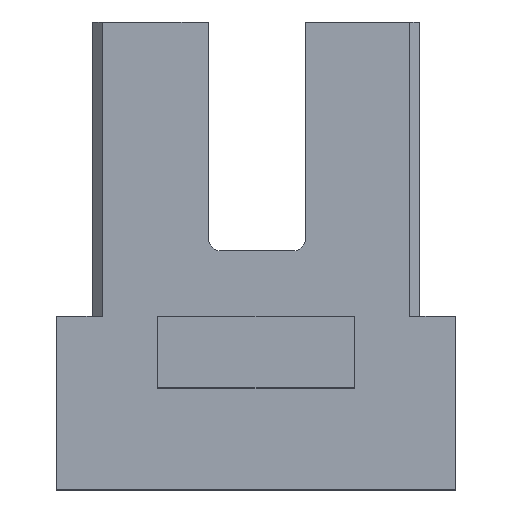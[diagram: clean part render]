
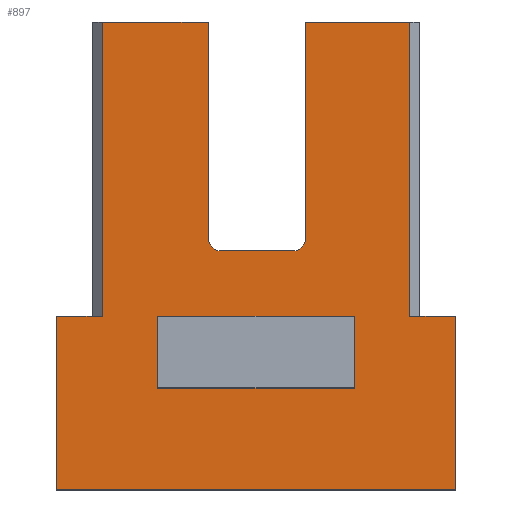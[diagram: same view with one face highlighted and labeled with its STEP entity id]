
A CAD part, top view. The second image highlights one B-rep face of the part: STEP entity #897.
In plain terms, the highlighted planar face has unit normal (0, 0, 1).
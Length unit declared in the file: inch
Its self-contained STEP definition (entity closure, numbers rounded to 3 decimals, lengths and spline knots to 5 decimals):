
#4 = VERTEX_POINT ( 'NONE', #1471 ) ;
#20 = EDGE_CURVE ( 'NONE', #1372, #789, #530, .T. ) ;
#23 = ORIENTED_EDGE ( 'NONE', *, *, #1932, .F. ) ;
#27 = EDGE_LOOP ( 'NONE', ( #1865, #1441, #491, #893 ) ) ;
#41 = CARTESIAN_POINT ( 'NONE',  ( -0.305, 0.165, 0.125 ) ) ;
#57 = VECTOR ( 'NONE', #397, 39.37008 ) ;
#61 = LINE ( 'NONE', #2083, #813 ) ;
#77 = EDGE_LOOP ( 'NONE', ( #1421, #1943, #1361, #1141, #1983, #2060, #1492, #306, #23, #2227, #2074, #953, #268, #903 ) ) ;
#86 = CARTESIAN_POINT ( 'NONE',  ( 0.056, 0.285, 0.125 ) ) ;
#87 = CARTESIAN_POINT ( 'NONE',  ( 0.076, 0.285, 0.125 ) ) ;
#109 = LINE ( 'NONE', #2139, #1311 ) ;
#114 = CARTESIAN_POINT ( 'NONE',  ( -0.305, 0.165, 0.125 ) ) ;
#116 = CARTESIAN_POINT ( 'NONE',  ( -0.235, 0.165, 0.125 ) ) ;
#123 = LINE ( 'NONE', #2152, #767 ) ;
#126 = VERTEX_POINT ( 'NONE', #87 ) ;
#157 = LINE ( 'NONE', #2183, #1005 ) ;
#184 = CARTESIAN_POINT ( 'NONE',  ( -0.235, 0.165, 0.125 ) ) ;
#194 = VERTEX_POINT ( 'NONE', #1723 ) ;
#251 = VERTEX_POINT ( 'NONE', #1966 ) ;
#268 = ORIENTED_EDGE ( 'NONE', *, *, #463, .F. ) ;
#306 = ORIENTED_EDGE ( 'NONE', *, *, #692, .T. ) ;
#311 = CARTESIAN_POINT ( 'NONE',  ( -0.073, 0.615, 0.125 ) ) ;
#315 = EDGE_CURVE ( 'NONE', #1499, #194, #61, .T. ) ;
#318 = VECTOR ( 'NONE', #1607, 39.37008 ) ;
#345 = LINE ( 'NONE', #114, #1643 ) ;
#358 = CIRCLE ( 'NONE', #1164, 0.02 ) ;
#397 = DIRECTION ( 'NONE',  ( 1., 0., 0. ) ) ;
#398 = DIRECTION ( 'NONE',  ( 1., 0., 0. ) ) ;
#437 = CARTESIAN_POINT ( 'NONE',  ( -0.15, 0.165, 0.125 ) ) ;
#441 = VERTEX_POINT ( 'NONE', #41 ) ;
#452 = VECTOR ( 'NONE', #667, 39.37008 ) ;
#463 = EDGE_CURVE ( 'NONE', #477, #1780, #1129, .T. ) ;
#470 = VECTOR ( 'NONE', #1147, 39.37008 ) ;
#477 = VERTEX_POINT ( 'NONE', #839 ) ;
#484 = EDGE_CURVE ( 'NONE', #441, #920, #1078, .T. ) ;
#490 = EDGE_CURVE ( 'NONE', #1499, #1815, #157, .T. ) ;
#491 = ORIENTED_EDGE ( 'NONE', *, *, #1588, .F. ) ;
#530 = LINE ( 'NONE', #1873, #1340 ) ;
#543 = LINE ( 'NONE', #616, #720 ) ;
#558 = VERTEX_POINT ( 'NONE', #2247 ) ;
#597 = DIRECTION ( 'NONE',  ( -1., 0., 0. ) ) ;
#615 = CARTESIAN_POINT ( 'NONE',  ( -0.275, 0.165, 0.125 ) ) ;
#616 = CARTESIAN_POINT ( 'NONE',  ( -0.25, 0.615, 0.125 ) ) ;
#621 = DIRECTION ( 'NONE',  ( -1., 0., 0. ) ) ;
#637 = LINE ( 'NONE', #184, #826 ) ;
#659 = VECTOR ( 'NONE', #1079, 39.37008 ) ;
#664 = VERTEX_POINT ( 'NONE', #1341 ) ;
#667 = DIRECTION ( 'NONE',  ( -1., 0., 0. ) ) ;
#676 = EDGE_CURVE ( 'NONE', #786, #920, #637, .T. ) ;
#692 = EDGE_CURVE ( 'NONE', #4, #2115, #2100, .T. ) ;
#720 = VECTOR ( 'NONE', #398, 39.37008 ) ;
#767 = VECTOR ( 'NONE', #1925, 39.37008 ) ;
#786 = VERTEX_POINT ( 'NONE', #1368 ) ;
#789 = VERTEX_POINT ( 'NONE', #1124 ) ;
#809 = DIRECTION ( 'NONE',  ( 0., -1., 0. ) ) ;
#813 = VECTOR ( 'NONE', #1860, 39.37008 ) ;
#820 = DIRECTION ( 'NONE',  ( 0., 0., -1. ) ) ;
#826 = VECTOR ( 'NONE', #2206, 39.37008 ) ;
#839 = CARTESIAN_POINT ( 'NONE',  ( 0.305, -0.1, 0.125 ) ) ;
#842 = VECTOR ( 'NONE', #1619, 39.37008 ) ;
#848 = DIRECTION ( 'NONE',  ( 0., 0., -1. ) ) ;
#886 = CARTESIAN_POINT ( 'NONE',  ( 0.235, 0.165, 0.125 ) ) ;
#893 = ORIENTED_EDGE ( 'NONE', *, *, #2142, .F. ) ;
#897 = ADVANCED_FACE ( 'NONE', ( #1380, #1507 ), #1326, .F. ) ;
#899 = CARTESIAN_POINT ( 'NONE',  ( -0.305, -0.1, 0.125 ) ) ;
#903 = ORIENTED_EDGE ( 'NONE', *, *, #1365, .F. ) ;
#920 = VERTEX_POINT ( 'NONE', #116 ) ;
#953 = ORIENTED_EDGE ( 'NONE', *, *, #1089, .T. ) ;
#1005 = VECTOR ( 'NONE', #1964, 39.37008 ) ;
#1036 = CARTESIAN_POINT ( 'NONE',  ( 0.076, 0.165, 0.125 ) ) ;
#1040 = CIRCLE ( 'NONE', #2218, 0.02 ) ;
#1051 = CARTESIAN_POINT ( 'NONE',  ( -0.053, 0.285, 0.125 ) ) ;
#1076 = VERTEX_POINT ( 'NONE', #1510 ) ;
#1078 = LINE ( 'NONE', #615, #57 ) ;
#1079 = DIRECTION ( 'NONE',  ( -1., 0., 0. ) ) ;
#1087 = CARTESIAN_POINT ( 'NONE',  ( -0.275, 0.165, 0.125 ) ) ;
#1089 = EDGE_CURVE ( 'NONE', #441, #1780, #345, .T. ) ;
#1124 = CARTESIAN_POINT ( 'NONE',  ( -0.15, 0.055, 0.125 ) ) ;
#1129 = LINE ( 'NONE', #899, #452 ) ;
#1141 = ORIENTED_EDGE ( 'NONE', *, *, #1962, .T. ) ;
#1147 = DIRECTION ( 'NONE',  ( 1., 0., 0. ) ) ;
#1164 = AXIS2_PLACEMENT_3D ( 'NONE', #1051, #820, #597 ) ;
#1168 = VERTEX_POINT ( 'NONE', #2199 ) ;
#1200 = EDGE_CURVE ( 'NONE', #664, #1076, #123, .T. ) ;
#1233 = VECTOR ( 'NONE', #809, 39.37008 ) ;
#1278 = EDGE_CURVE ( 'NONE', #1076, #4, #358, .T. ) ;
#1284 = LINE ( 'NONE', #1036, #1233 ) ;
#1311 = VECTOR ( 'NONE', #1911, 39.37008 ) ;
#1318 = CARTESIAN_POINT ( 'NONE',  ( -0.15, 0.165, 0.125 ) ) ;
#1326 = PLANE ( 'NONE',  #1631 ) ;
#1340 = VECTOR ( 'NONE', #1648, 39.37008 ) ;
#1341 = CARTESIAN_POINT ( 'NONE',  ( 0.056, 0.265, 0.125 ) ) ;
#1342 = EDGE_CURVE ( 'NONE', #126, #664, #1040, .T. ) ;
#1361 = ORIENTED_EDGE ( 'NONE', *, *, #2126, .F. ) ;
#1365 = EDGE_CURVE ( 'NONE', #1815, #477, #2053, .T. ) ;
#1368 = CARTESIAN_POINT ( 'NONE',  ( -0.235, 0.615, 0.125 ) ) ;
#1372 = VERTEX_POINT ( 'NONE', #437 ) ;
#1380 = FACE_OUTER_BOUND ( 'NONE', #77, .T. ) ;
#1393 = CARTESIAN_POINT ( 'NONE',  ( -0.25, 0.615, 0.125 ) ) ;
#1421 = ORIENTED_EDGE ( 'NONE', *, *, #490, .F. ) ;
#1441 = ORIENTED_EDGE ( 'NONE', *, *, #2119, .F. ) ;
#1471 = CARTESIAN_POINT ( 'NONE',  ( -0.073, 0.285, 0.125 ) ) ;
#1492 = ORIENTED_EDGE ( 'NONE', *, *, #1278, .T. ) ;
#1499 = VERTEX_POINT ( 'NONE', #886 ) ;
#1507 = FACE_BOUND ( 'NONE', #27, .T. ) ;
#1510 = CARTESIAN_POINT ( 'NONE',  ( -0.053, 0.265, 0.125 ) ) ;
#1588 = EDGE_CURVE ( 'NONE', #1168, #251, #2064, .T. ) ;
#1607 = DIRECTION ( 'NONE',  ( 0., -1., 0. ) ) ;
#1619 = DIRECTION ( 'NONE',  ( 0., 1., 0. ) ) ;
#1631 = AXIS2_PLACEMENT_3D ( 'NONE', #1087, #848, #621 ) ;
#1639 = LINE ( 'NONE', #1393, #470 ) ;
#1643 = VECTOR ( 'NONE', #2143, 39.37008 ) ;
#1648 = DIRECTION ( 'NONE',  ( 0., -1., 0. ) ) ;
#1650 = DIRECTION ( 'NONE',  ( 0., 1., 0. ) ) ;
#1658 = LINE ( 'NONE', #1318, #659 ) ;
#1723 = CARTESIAN_POINT ( 'NONE',  ( 0.235, 0.615, 0.125 ) ) ;
#1780 = VERTEX_POINT ( 'NONE', #1921 ) ;
#1815 = VERTEX_POINT ( 'NONE', #2238 ) ;
#1834 = CARTESIAN_POINT ( 'NONE',  ( 0.305, 0.165, 0.125 ) ) ;
#1846 = CARTESIAN_POINT ( 'NONE',  ( 0.15, 0.165, 0.125 ) ) ;
#1860 = DIRECTION ( 'NONE',  ( 0., 1., 0. ) ) ;
#1865 = ORIENTED_EDGE ( 'NONE', *, *, #20, .F. ) ;
#1873 = CARTESIAN_POINT ( 'NONE',  ( -0.15, 0.165, 0.125 ) ) ;
#1876 = CARTESIAN_POINT ( 'NONE',  ( -0.073, 0.165, 0.125 ) ) ;
#1885 = DIRECTION ( 'NONE',  ( -1., 0., 0. ) ) ;
#1911 = DIRECTION ( 'NONE',  ( 1., 0., 0. ) ) ;
#1921 = CARTESIAN_POINT ( 'NONE',  ( -0.305, -0.1, 0.125 ) ) ;
#1925 = DIRECTION ( 'NONE',  ( -1., 0., 0. ) ) ;
#1932 = EDGE_CURVE ( 'NONE', #786, #2115, #1639, .T. ) ;
#1943 = ORIENTED_EDGE ( 'NONE', *, *, #315, .T. ) ;
#1962 = EDGE_CURVE ( 'NONE', #558, #126, #1284, .T. ) ;
#1964 = DIRECTION ( 'NONE',  ( 1., 0., 0. ) ) ;
#1966 = CARTESIAN_POINT ( 'NONE',  ( 0.15, 0.165, 0.125 ) ) ;
#1983 = ORIENTED_EDGE ( 'NONE', *, *, #1342, .T. ) ;
#2053 = LINE ( 'NONE', #1834, #318 ) ;
#2059 = VECTOR ( 'NONE', #1650, 39.37008 ) ;
#2060 = ORIENTED_EDGE ( 'NONE', *, *, #1200, .T. ) ;
#2064 = LINE ( 'NONE', #1846, #842 ) ;
#2074 = ORIENTED_EDGE ( 'NONE', *, *, #484, .F. ) ;
#2083 = CARTESIAN_POINT ( 'NONE',  ( 0.235, 0.165, 0.125 ) ) ;
#2100 = LINE ( 'NONE', #1876, #2059 ) ;
#2111 = DIRECTION ( 'NONE',  ( 0., 0., -1. ) ) ;
#2115 = VERTEX_POINT ( 'NONE', #311 ) ;
#2119 = EDGE_CURVE ( 'NONE', #251, #1372, #1658, .T. ) ;
#2126 = EDGE_CURVE ( 'NONE', #558, #194, #543, .T. ) ;
#2139 = CARTESIAN_POINT ( 'NONE',  ( -0.15, 0.055, 0.125 ) ) ;
#2142 = EDGE_CURVE ( 'NONE', #789, #1168, #109, .T. ) ;
#2143 = DIRECTION ( 'NONE',  ( 0., -1., 0. ) ) ;
#2152 = CARTESIAN_POINT ( 'NONE',  ( -0.275, 0.265, 0.125 ) ) ;
#2183 = CARTESIAN_POINT ( 'NONE',  ( -0.275, 0.165, 0.125 ) ) ;
#2199 = CARTESIAN_POINT ( 'NONE',  ( 0.15, 0.055, 0.125 ) ) ;
#2206 = DIRECTION ( 'NONE',  ( 0., -1., 0. ) ) ;
#2218 = AXIS2_PLACEMENT_3D ( 'NONE', #86, #2111, #1885 ) ;
#2227 = ORIENTED_EDGE ( 'NONE', *, *, #676, .T. ) ;
#2238 = CARTESIAN_POINT ( 'NONE',  ( 0.305, 0.165, 0.125 ) ) ;
#2247 = CARTESIAN_POINT ( 'NONE',  ( 0.076, 0.615, 0.125 ) ) ;
